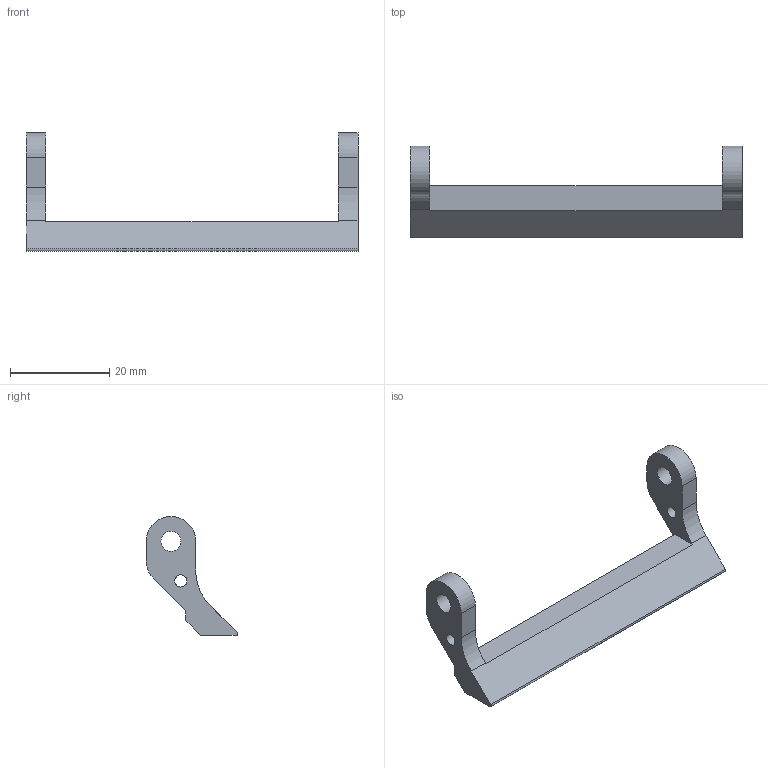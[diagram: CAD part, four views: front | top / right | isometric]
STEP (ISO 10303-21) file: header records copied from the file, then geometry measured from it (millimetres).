
FILE_DESCRIPTION(/* description */ (''),/* implementation_level */ '2;1');
FILE_NAME(/* name */ '23D_Chip Schaufel v2.ipt.step',/* time_stamp */ '2022-05-15T23:03:11+02:00',/* author */ ('rYan'),/* organization */ (''),/* preprocessor_version */ 'ST-DEVELOPER v18.1',/* originating_system */ 'Autodesk Inventor 2022',/* authorisation */ '');
FILE_SCHEMA (('AUTOMOTIVE_DESIGN { 1 0 10303 214 3 1 1 }'));
Length unit declared in the file: millimetre
Products named in the file (1): Chip Schaufel v2
Bounding box: 67 x 18.49 x 24 mm (x, y, z)
Volume: 3972.6 mm3; surface area: 2974.9 mm2
Topology: 1 solids, 1 shells, 26 faces, 72 edges, 48 vertices
Faces by surface type: plane 15, cylinder 11
Full cylindrical faces by diameter (mm): 2.459 x2, 4.05 x2
Entity records: 891 total; most frequent: DIRECTION 148, CARTESIAN_POINT 147, ORIENTED_EDGE 144, EDGE_CURVE 72, LINE 50, VECTOR 50, AXIS2_PLACEMENT_3D 49, VERTEX_POINT 48
